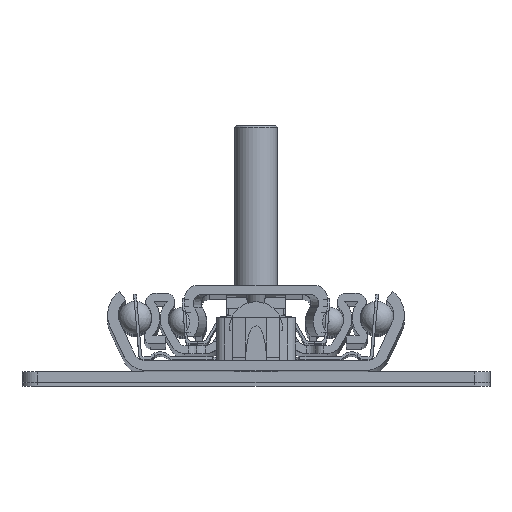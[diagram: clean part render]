
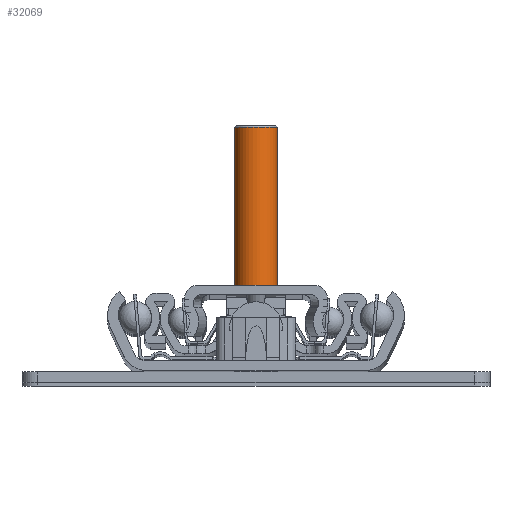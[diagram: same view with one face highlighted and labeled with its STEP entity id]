
A CAD part, top view. The second image highlights one B-rep face of the part: STEP entity #32069.
In plain terms, the highlighted cylindrical face has radius 4 mm (diameter 8 mm), a full revolution.
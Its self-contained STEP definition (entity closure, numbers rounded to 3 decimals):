
#7239=CYLINDRICAL_SURFACE('',#35343,4.);
#7534=FACE_BOUND('',#11054,.T.);
#9157=FACE_OUTER_BOUND('',#11053,.T.);
#11053=EDGE_LOOP('',(#29565));
#11054=EDGE_LOOP('',(#29566));
#12553=CIRCLE('',#35341,4.);
#12555=CIRCLE('',#35344,4.);
#15673=VERTEX_POINT('',#54926);
#15675=VERTEX_POINT('',#54931);
#20305=EDGE_CURVE('',#15673,#15673,#12553,.T.);
#20307=EDGE_CURVE('',#15675,#15675,#12555,.T.);
#29565=ORIENTED_EDGE('',*,*,#20307,.F.);
#29566=ORIENTED_EDGE('',*,*,#20305,.T.);
#32069=ADVANCED_FACE('',(#9157,#7534),#7239,.T.);
#35341=AXIS2_PLACEMENT_3D('',#54927,#44878,#44879);
#35343=AXIS2_PLACEMENT_3D('',#54930,#44882,#44883);
#35344=AXIS2_PLACEMENT_3D('',#54932,#44884,#44885);
#44878=DIRECTION('center_axis',(0.,-1.,0.));
#44879=DIRECTION('ref_axis',(1.,0.,0.));
#44882=DIRECTION('center_axis',(0.,-1.,0.));
#44883=DIRECTION('ref_axis',(1.,0.,0.));
#44884=DIRECTION('center_axis',(0.,-1.,0.));
#44885=DIRECTION('ref_axis',(1.,0.,0.));
#54926=CARTESIAN_POINT('',(4.,-0.3,0.));
#54927=CARTESIAN_POINT('Origin',(0.,-0.3,
0.));
#54930=CARTESIAN_POINT('Origin',(0.,-15.15,0.));
#54931=CARTESIAN_POINT('',(4.,-30.,0.));
#54932=CARTESIAN_POINT('Origin',(0.,-30.,0.));
